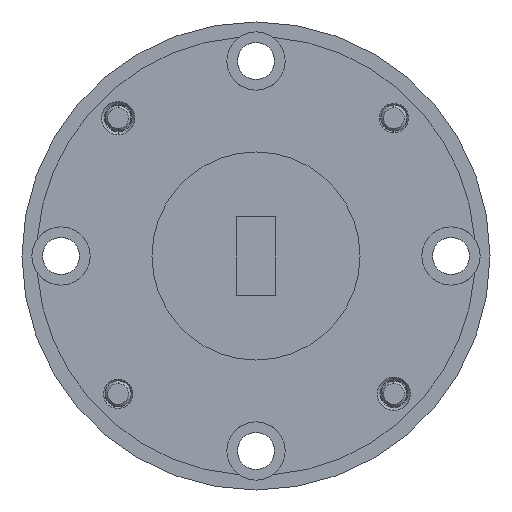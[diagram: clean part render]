
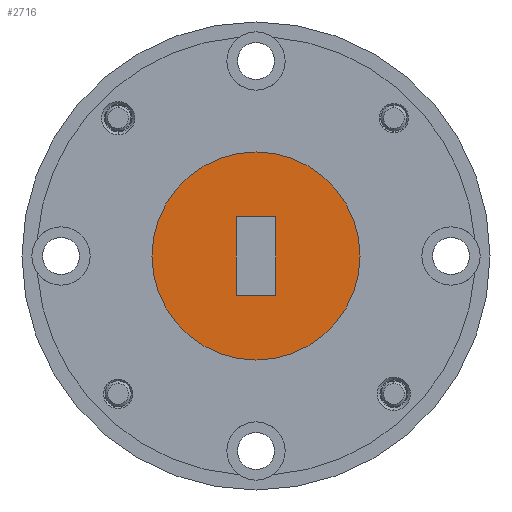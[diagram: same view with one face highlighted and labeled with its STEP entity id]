
A CAD part, left-side view. The second image highlights one B-rep face of the part: STEP entity #2716.
In plain terms, the highlighted planar face has unit normal (-1, 0, 0).
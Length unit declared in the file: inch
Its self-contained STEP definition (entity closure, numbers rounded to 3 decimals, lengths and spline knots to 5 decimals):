
#162 = DIRECTION ( 'NONE',  ( 0., -1., 0. ) ) ;
#416 = DIRECTION ( 'NONE',  ( -1., 0., 0. ) ) ;
#577 = CARTESIAN_POINT ( 'NONE',  ( 0., 0.047, 0.094 ) ) ;
#689 = VECTOR ( 'NONE', #3524, 39.37008 ) ;
#708 = LINE ( 'NONE', #2427, #3721 ) ;
#719 = CARTESIAN_POINT ( 'NONE',  ( 0., -0.25, 0. ) ) ;
#996 = CARTESIAN_POINT ( 'NONE',  ( 0., -0.047, -0.094 ) ) ;
#1493 = VERTEX_POINT ( 'NONE', #719 ) ;
#1696 = VECTOR ( 'NONE', #1926, 39.37008 ) ;
#1752 = EDGE_CURVE ( 'NONE', #3924, #3405, #5173, .T. ) ;
#1755 = CARTESIAN_POINT ( 'NONE',  ( 0., -0.047, 0.094 ) ) ;
#1834 = CARTESIAN_POINT ( 'NONE',  ( 0., 0.047, -0.094 ) ) ;
#1858 = CARTESIAN_POINT ( 'NONE',  ( 0., 0.047, -0.094 ) ) ;
#1926 = DIRECTION ( 'NONE',  ( 0., 0., 1. ) ) ;
#1946 = DIRECTION ( 'NONE',  ( -1., 0., 0. ) ) ;
#2042 = CARTESIAN_POINT ( 'NONE',  ( 0., 0., 0. ) ) ;
#2051 = VERTEX_POINT ( 'NONE', #6166 ) ;
#2138 = ORIENTED_EDGE ( 'NONE', *, *, #4461, .T. ) ;
#2350 = ORIENTED_EDGE ( 'NONE', *, *, #6144, .T. ) ;
#2404 = ORIENTED_EDGE ( 'NONE', *, *, #1752, .T. ) ;
#2427 = CARTESIAN_POINT ( 'NONE',  ( 0., -0.047, -0.094 ) ) ;
#2643 = AXIS2_PLACEMENT_3D ( 'NONE', #2042, #416, #7173 ) ;
#2716 = ADVANCED_FACE ( 'NONE', ( #3527, #6416 ), #2944, .T. ) ;
#2723 = AXIS2_PLACEMENT_3D ( 'NONE', #4115, #1946, #162 ) ;
#2944 = PLANE ( 'NONE',  #2723 ) ;
#3373 = EDGE_CURVE ( 'NONE', #3471, #3924, #6789, .T. ) ;
#3405 = VERTEX_POINT ( 'NONE', #996 ) ;
#3454 = CIRCLE ( 'NONE', #2643, 0.25 ) ;
#3471 = VERTEX_POINT ( 'NONE', #577 ) ;
#3524 = DIRECTION ( 'NONE',  ( 0., 0., -1. ) ) ;
#3527 = FACE_BOUND ( 'NONE', #3894, .T. ) ;
#3721 = VECTOR ( 'NONE', #4625, 39.37008 ) ;
#3732 = ORIENTED_EDGE ( 'NONE', *, *, #4604, .T. ) ;
#3894 = EDGE_LOOP ( 'NONE', ( #4631, #2404, #6259, #3732 ) ) ;
#3924 = VERTEX_POINT ( 'NONE', #6302 ) ;
#3990 = DIRECTION ( 'NONE',  ( 0., -1., 0. ) ) ;
#4115 = CARTESIAN_POINT ( 'NONE',  ( 0., 0., 0. ) ) ;
#4287 = CIRCLE ( 'NONE', #6494, 0.25 ) ;
#4461 = EDGE_CURVE ( 'NONE', #1493, #2051, #3454, .T. ) ;
#4604 = EDGE_CURVE ( 'NONE', #5898, #3471, #5773, .T. ) ;
#4625 = DIRECTION ( 'NONE',  ( 0., 1., 0. ) ) ;
#4631 = ORIENTED_EDGE ( 'NONE', *, *, #3373, .T. ) ;
#5006 = VECTOR ( 'NONE', #3990, 39.37008 ) ;
#5173 = LINE ( 'NONE', #5207, #689 ) ;
#5207 = CARTESIAN_POINT ( 'NONE',  ( 0., -0.047, -0.094 ) ) ;
#5610 = CARTESIAN_POINT ( 'NONE',  ( 0., 0., 0. ) ) ;
#5705 = EDGE_LOOP ( 'NONE', ( #2138, #2350 ) ) ;
#5773 = LINE ( 'NONE', #1858, #1696 ) ;
#5898 = VERTEX_POINT ( 'NONE', #1834 ) ;
#6119 = DIRECTION ( 'NONE',  ( 0., -1., 0. ) ) ;
#6144 = EDGE_CURVE ( 'NONE', #2051, #1493, #4287, .T. ) ;
#6166 = CARTESIAN_POINT ( 'NONE',  ( 0., 0.25, 0. ) ) ;
#6232 = DIRECTION ( 'NONE',  ( -1., 0., 0. ) ) ;
#6259 = ORIENTED_EDGE ( 'NONE', *, *, #7103, .T. ) ;
#6302 = CARTESIAN_POINT ( 'NONE',  ( 0., -0.047, 0.094 ) ) ;
#6416 = FACE_OUTER_BOUND ( 'NONE', #5705, .T. ) ;
#6494 = AXIS2_PLACEMENT_3D ( 'NONE', #5610, #6232, #6119 ) ;
#6789 = LINE ( 'NONE', #1755, #5006 ) ;
#7103 = EDGE_CURVE ( 'NONE', #3405, #5898, #708, .T. ) ;
#7173 = DIRECTION ( 'NONE',  ( 0., -1., 0. ) ) ;
